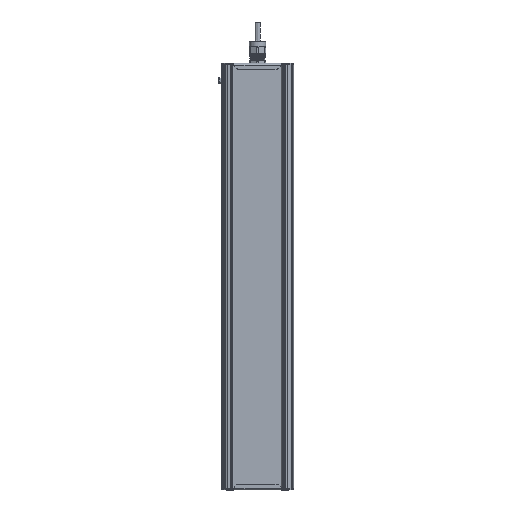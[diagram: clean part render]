
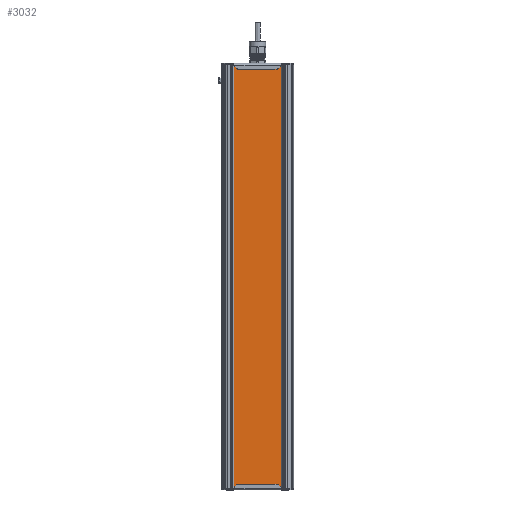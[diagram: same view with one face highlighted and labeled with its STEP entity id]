
A CAD part, front view. The second image highlights one B-rep face of the part: STEP entity #3032.
In plain terms, the highlighted face is planar.
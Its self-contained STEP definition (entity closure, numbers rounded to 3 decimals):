
#3032=ADVANCED_FACE('',(#9600),#9602,.T.);
#9600=FACE_BOUND('',#9601,.T.);
#9601=EDGE_LOOP('',(#34329,#34330,#34331,#34332));
#9602=PLANE('',#9603);
#9603=AXIS2_PLACEMENT_3D('',#9604,#9605,#9606);
#9604=CARTESIAN_POINT('',(120.465,593.492,117.308));
#9605=DIRECTION('',(0.,0.,-1.));
#9606=DIRECTION('',(0.,1.,0.));
#34329=ORIENTED_EDGE('',*,*,#38522,.T.);
#34330=ORIENTED_EDGE('',*,*,#38521,.T.);
#34331=ORIENTED_EDGE('',*,*,#38523,.F.);
#34332=ORIENTED_EDGE('',*,*,#38524,.F.);
#38521=EDGE_CURVE('',#41684,#41689,#41691,.T.);
#38522=EDGE_CURVE('',#41692,#41684,#41693,.T.);
#38523=EDGE_CURVE('',#41694,#41689,#41695,.T.);
#38524=EDGE_CURVE('',#41692,#41694,#41696,.T.);
#41684=VERTEX_POINT('',#51803);
#41689=VERTEX_POINT('',#51812);
#41691=LINE('',#51816,#51817);
#41692=VERTEX_POINT('',#51819);
#41693=LINE('',#51820,#51821);
#41694=VERTEX_POINT('',#51823);
#41695=LINE('',#51824,#51825);
#41696=LINE('',#51827,#51828);
#51803=CARTESIAN_POINT('',(120.465,679.838,117.308));
#51812=CARTESIAN_POINT('',(782.465,679.838,117.308));
#51816=CARTESIAN_POINT('',(120.465,679.838,117.308));
#51817=VECTOR('',#51818,1.);
#51818=DIRECTION('',(1.,0.,0.));
#51819=CARTESIAN_POINT('',(120.465,593.492,117.308));
#51820=CARTESIAN_POINT('',(120.465,593.492,117.308));
#51821=VECTOR('',#51822,1.);
#51822=DIRECTION('',(0.,1.,0.));
#51823=CARTESIAN_POINT('',(782.465,593.492,117.308));
#51824=CARTESIAN_POINT('',(782.465,593.492,117.308));
#51825=VECTOR('',#51826,1.);
#51826=DIRECTION('',(0.,1.,0.));
#51827=CARTESIAN_POINT('',(120.465,593.492,117.308));
#51828=VECTOR('',#51829,1.);
#51829=DIRECTION('',(1.,0.,0.));
